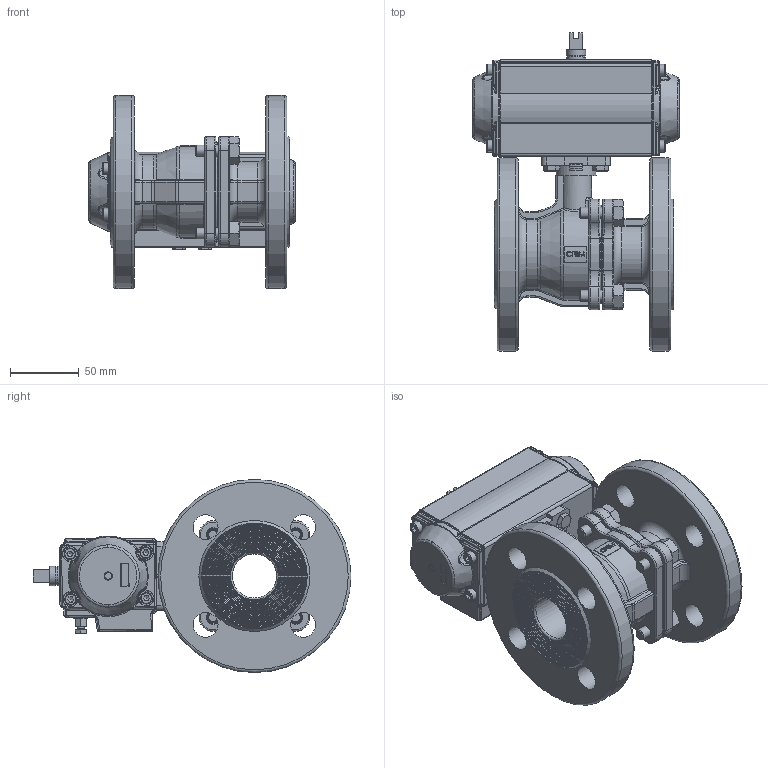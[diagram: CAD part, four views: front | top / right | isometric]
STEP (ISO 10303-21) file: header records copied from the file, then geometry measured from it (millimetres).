
FILE_DESCRIPTION(/* description */ ('Unknown'),/* implementation_level */ '2;1');
FILE_NAME(/* name */ 'PD02 0920-07',/* time_stamp */ '2024-09-24T12:55:11+02:00',/* author */ ('Unknown'),/* organization */ ('Unknown'),/* preprocessor_version */ 'ST-DEVELOPER v19.4',/* originating_system */ 'Solid Edge',/* authorisation */ 'Unknown');
FILE_SCHEMA (('AUTOMOTIVE_DESIGN {1 0 10303 214 3 1 1}'));
Products named in the file (21): PD02 0920-07; 920-07; MV-24D-FGM-DN32; MV-24D-DD-DN32; MV-24D-LZ-DN32; MV-24D-O-DN32; MV-24D-FS-DN32; MV-24D-G(J)-DN32; MV-24D-T(J)-DN32; MV-24D-FG-DN32; DIN 933 M6x22 A2-70 BLK_EDST; PD02_PE01; vt50-2016-06-25; hex bolt gradeab_din_ISO 4014 - M5 x 25 x 16-N; huosai50; vt50-2016-06-25 _______MIR; zhou50; VTE50____; plain washers-n series-grade a gb_GB_FASTENER_WASHER_PWNA 5; hex nut gradec_din_Hexagon Nut ISO 4034 - M5 - N; socket head cap screw_din_DIN 912 M5 x 16 --- 16N
Assembly tree (38 placements, depth 3):
  PD02 0920-07
    920-07
      MV-24D-FGM-DN32
      MV-24D-DD-DN32  x2
      MV-24D-LZ-DN32  x4
      MV-24D-O-DN32
      MV-24D-FS-DN32
      MV-24D-G(J)-DN32
      MV-24D-T(J)-DN32
      MV-24D-FG-DN32
    DIN 933 M6x22 A2-70 BLK_EDST  x4
    PD02_PE01
      vt50-2016-06-25
      hex bolt gradeab_din_ISO 4014 - M5 x 25 x 16-N  x2
      huosai50  x2
      vt50-2016-06-25 _______MIR
      zhou50
      VTE50____
      plain washers-n series-grade a gb_GB_FASTENER_WASHER_PWNA 5  x2
      hex nut gradec_din_Hexagon Nut ISO 4034 - M5 - N  x2
      socket head cap screw_din_DIN 912 M5 x 16 --- 16N  x8
Bounding box: 149.4 x 230.5 x 140 mm (x, y, z)
Volume: 1027197.7 mm3; surface area: 284720.3 mm2
Topology: 36 solids, 36 shells, 2984 faces, 7245 edges, 4494 vertices
Faces by surface type: plane 1049, cylinder 708, bspline 470, cone 405, torus 332, sphere 20
Full cylindrical faces by diameter (mm): 2.5 x2, 4.134 x20, 4.2 x3, 4.917 x7, 5 x12, 5.3 x2, 5.5 x1, 6 x4, 8 x6, 8.5 x8, 8.566 x2, 8.8 x4, 10 x8, 11 x6, 11.4 x1, 12 x2, 12.5 x3, 12.9 x1, 13 x12, 13.5 x2, 14 x7, 14.1 x1, 14.3 x2, 16.5 x3, 16.7 x1, 17.5 x1, 18 x8, 21.2 x1, 21.4 x1, 21.5 x2
Entity records: 108839 total; most frequent: CARTESIAN_POINT 58237, ORIENTED_EDGE 10508, DIRECTION 9233, EDGE_CURVE 5254, AXIS2_PLACEMENT_3D 3632, VERTEX_POINT 3533, FACE_BOUND 3031, EDGE_LOOP 3009
